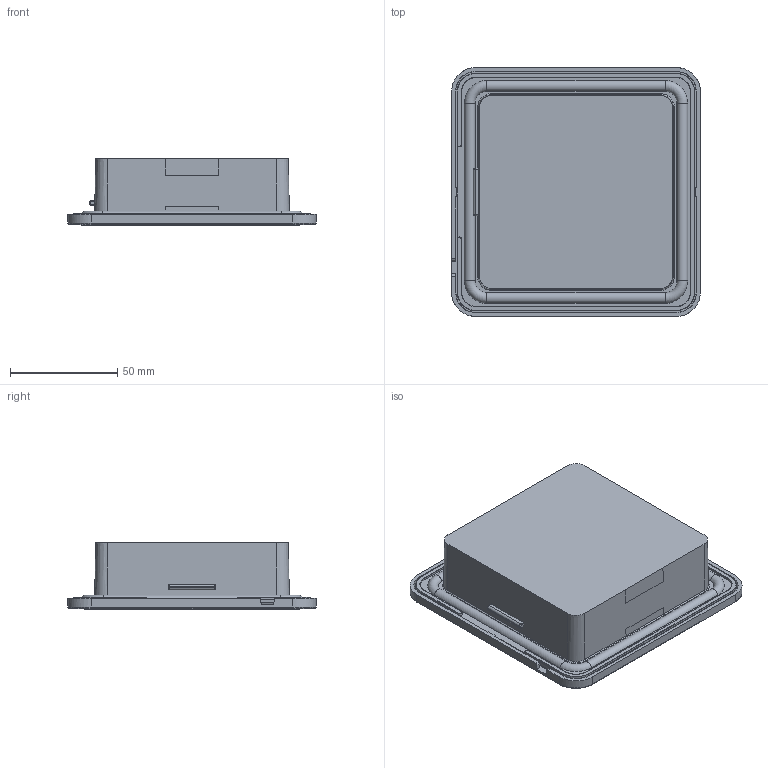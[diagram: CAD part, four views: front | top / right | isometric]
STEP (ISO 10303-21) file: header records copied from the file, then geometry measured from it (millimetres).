
FILE_DESCRIPTION(('CATIA V5 STEP Exchange'),'2;1');
FILE_NAME('Filter10 FanFreeDEMO.stp','2019-11-13T07:00:47+00:00',('none'),('none'),'CATIA Version 5 Release 20 SP 1 (IN-10)','CATIA V5 STEP AP203','none');
FILE_SCHEMA(('CONFIG_CONTROL_DESIGN'));
Products named in the file (1): FTEC10
Bounding box: 116 x 116 x 31.1 mm (x, y, z)
Volume: 266143.5 mm3; surface area: 43164.7 mm2
Topology: 1 solids, 3 shells, 1334 faces, 3731 edges, 2467 vertices
Faces by surface type: plane 673, bspline 644, cylinder 13, torus 4
Entity records: 49594 total; most frequent: CARTESIAN_POINT 21375, ORIENTED_EDGE 7462, EDGE_CURVE 3731, DIRECTION 3208, VERTEX_POINT 2467, VECTOR 1832, LINE 1832, B_SPLINE_CURVE_WITH_KNOTS 1598
